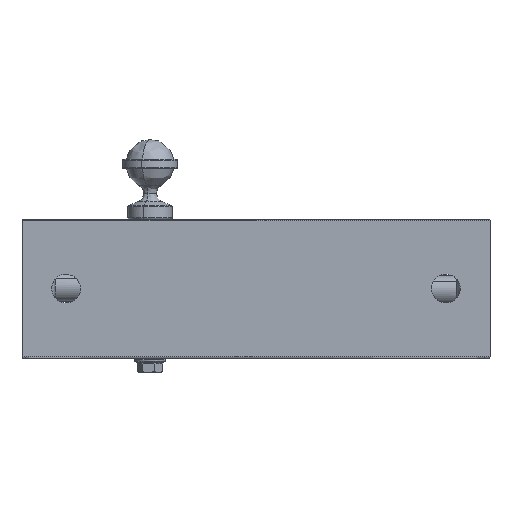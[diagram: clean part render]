
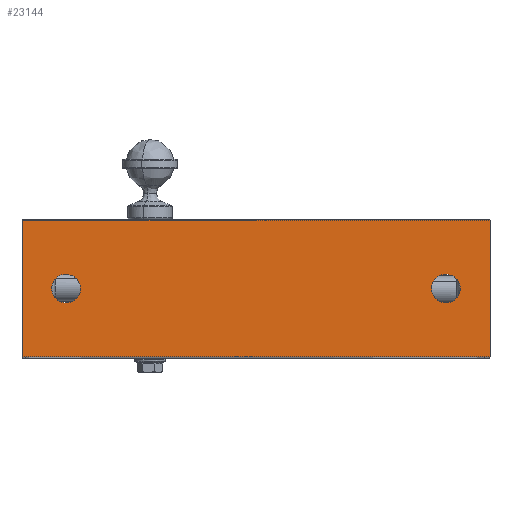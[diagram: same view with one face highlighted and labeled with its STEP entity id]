
A CAD part, front view. The second image highlights one B-rep face of the part: STEP entity #23144.
In plain terms, the highlighted free-form (B-spline) face has degree [1, 1] with [2, 2] control points.
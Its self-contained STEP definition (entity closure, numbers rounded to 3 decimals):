
#22125 = VERTEX_POINT('',#22126);
#22126 = CARTESIAN_POINT('',(97.335,-249.152,
    0.));
#22141 = VERTEX_POINT('',#22142);
#22142 = CARTESIAN_POINT('',(113.251,-249.152,
    0.));
#22147 = EDGE_CURVE('',#22141,#22125,#22148,.T.);
#22148 = ( BOUNDED_CURVE() B_SPLINE_CURVE(2,(#22149,#22150,#22151,#22152
,#22153),.UNSPECIFIED.,.F.,.F.) B_SPLINE_CURVE_WITH_KNOTS((3,2,3),(0.,
1.571,3.142),.PIECEWISE_BEZIER_KNOTS.) CURVE() 
GEOMETRIC_REPRESENTATION_ITEM() RATIONAL_B_SPLINE_CURVE((1.,
0.707,1.,0.707,1.)) REPRESENTATION_ITEM('') );
#22149 = CARTESIAN_POINT('',(113.251,-249.152,
    0.));
#22150 = CARTESIAN_POINT('',(113.251,-249.152,
    -7.958));
#22151 = CARTESIAN_POINT('',(105.293,-249.152,
    -7.958));
#22152 = CARTESIAN_POINT('',(97.335,-249.152,
    -7.958));
#22153 = CARTESIAN_POINT('',(97.335,-249.152,
    0.));
#22170 = VERTEX_POINT('',#22171);
#22171 = CARTESIAN_POINT('',(-113.251,-249.152,
    0.));
#22186 = VERTEX_POINT('',#22187);
#22187 = CARTESIAN_POINT('',(-97.335,-249.152,
    0.));
#22192 = EDGE_CURVE('',#22186,#22170,#22193,.T.);
#22193 = ( BOUNDED_CURVE() B_SPLINE_CURVE(2,(#22194,#22195,#22196,#22197
,#22198),.UNSPECIFIED.,.F.,.F.) B_SPLINE_CURVE_WITH_KNOTS((3,2,3),(
    3.142,4.712,6.283),
.PIECEWISE_BEZIER_KNOTS.) CURVE() GEOMETRIC_REPRESENTATION_ITEM() 
RATIONAL_B_SPLINE_CURVE((1.,0.707,1.,0.707,1.)) 
REPRESENTATION_ITEM('') );
#22194 = CARTESIAN_POINT('',(-97.335,-249.152,
    0.));
#22195 = CARTESIAN_POINT('',(-97.335,-249.152,
    -7.958));
#22196 = CARTESIAN_POINT('',(-105.293,-249.152,
    -7.958));
#22197 = CARTESIAN_POINT('',(-113.251,-249.152,
    -7.958));
#22198 = CARTESIAN_POINT('',(-113.251,-249.152,
    0.));
#23118 = VERTEX_POINT('',#23119);
#23119 = CARTESIAN_POINT('',(-129.779,-249.152,
    -37.954));
#23126 = EDGE_CURVE('',#23127,#23118,#23129,.T.);
#23127 = VERTEX_POINT('',#23128);
#23128 = CARTESIAN_POINT('',(-129.779,-249.152,
    37.954));
#23129 = B_SPLINE_CURVE_WITH_KNOTS('',1,(#23130,#23131),.UNSPECIFIED.,
  .F.,.F.,(2,2),(0.5,62.5),.PIECEWISE_BEZIER_KNOTS.);
#23130 = CARTESIAN_POINT('',(-129.779,-249.152,
    37.954));
#23131 = CARTESIAN_POINT('',(-129.779,-249.152,
    -37.954));
#23144 = ADVANCED_FACE('',(#23145,#23156,#23167),#23193,.F.);
#23145 = FACE_BOUND('',#23146,.T.);
#23146 = EDGE_LOOP('',(#23147,#23155));
#23147 = ORIENTED_EDGE('',*,*,#23148,.T.);
#23148 = EDGE_CURVE('',#22125,#22141,#23149,.T.);
#23149 = ( BOUNDED_CURVE() B_SPLINE_CURVE(2,(#23150,#23151,#23152,#23153
,#23154),.UNSPECIFIED.,.F.,.F.) B_SPLINE_CURVE_WITH_KNOTS((3,2,3),(
    3.142,4.712,6.283),
.PIECEWISE_BEZIER_KNOTS.) CURVE() GEOMETRIC_REPRESENTATION_ITEM() 
RATIONAL_B_SPLINE_CURVE((1.,0.707,1.,0.707,1.)) 
REPRESENTATION_ITEM('') );
#23150 = CARTESIAN_POINT('',(97.335,-249.152,
    0.));
#23151 = CARTESIAN_POINT('',(97.335,-249.152,
    7.958));
#23152 = CARTESIAN_POINT('',(105.293,-249.152,
    7.958));
#23153 = CARTESIAN_POINT('',(113.251,-249.152,
    7.958));
#23154 = CARTESIAN_POINT('',(113.251,-249.152,
    0.));
#23155 = ORIENTED_EDGE('',*,*,#22147,.T.);
#23156 = FACE_BOUND('',#23157,.T.);
#23157 = EDGE_LOOP('',(#23158,#23166));
#23158 = ORIENTED_EDGE('',*,*,#23159,.T.);
#23159 = EDGE_CURVE('',#22170,#22186,#23160,.T.);
#23160 = ( BOUNDED_CURVE() B_SPLINE_CURVE(2,(#23161,#23162,#23163,#23164
,#23165),.UNSPECIFIED.,.F.,.F.) B_SPLINE_CURVE_WITH_KNOTS((3,2,3),(0.,
1.571,3.142),.PIECEWISE_BEZIER_KNOTS.) CURVE() 
GEOMETRIC_REPRESENTATION_ITEM() RATIONAL_B_SPLINE_CURVE((1.,
0.707,1.,0.707,1.)) REPRESENTATION_ITEM('') );
#23161 = CARTESIAN_POINT('',(-113.251,-249.152,
    0.));
#23162 = CARTESIAN_POINT('',(-113.251,-249.152,
    7.958));
#23163 = CARTESIAN_POINT('',(-105.293,-249.152,
    7.958));
#23164 = CARTESIAN_POINT('',(-97.335,-249.152,
    7.958));
#23165 = CARTESIAN_POINT('',(-97.335,-249.152,
    0.));
#23166 = ORIENTED_EDGE('',*,*,#22192,.T.);
#23167 = FACE_BOUND('',#23168,.T.);
#23168 = EDGE_LOOP('',(#23169,#23170,#23179,#23186));
#23169 = ORIENTED_EDGE('',*,*,#23126,.T.);
#23170 = ORIENTED_EDGE('',*,*,#23171,.T.);
#23171 = EDGE_CURVE('',#23118,#23172,#23174,.T.);
#23172 = VERTEX_POINT('',#23173);
#23173 = CARTESIAN_POINT('',(129.779,-249.152,
    -37.954));
#23174 = B_SPLINE_CURVE_WITH_KNOTS('',3,(#23175,#23176,#23177,#23178),
  .UNSPECIFIED.,.F.,.F.,(4,4),(0.,1.),.PIECEWISE_BEZIER_KNOTS.);
#23175 = CARTESIAN_POINT('',(-129.779,-249.152,
    -37.954));
#23176 = CARTESIAN_POINT('',(-43.26,-249.152,
    -37.954));
#23177 = CARTESIAN_POINT('',(43.26,-249.152,
    -37.954));
#23178 = CARTESIAN_POINT('',(129.779,-249.152,
    -37.954));
#23179 = ORIENTED_EDGE('',*,*,#23180,.F.);
#23180 = EDGE_CURVE('',#23181,#23172,#23183,.T.);
#23181 = VERTEX_POINT('',#23182);
#23182 = CARTESIAN_POINT('',(129.779,-249.152,
    37.954));
#23183 = B_SPLINE_CURVE_WITH_KNOTS('',1,(#23184,#23185),.UNSPECIFIED.,
  .F.,.F.,(2,2),(0.5,62.5),.PIECEWISE_BEZIER_KNOTS.);
#23184 = CARTESIAN_POINT('',(129.779,-249.152,
    37.954));
#23185 = CARTESIAN_POINT('',(129.779,-249.152,
    -37.954));
#23186 = ORIENTED_EDGE('',*,*,#23187,.T.);
#23187 = EDGE_CURVE('',#23181,#23127,#23188,.T.);
#23188 = B_SPLINE_CURVE_WITH_KNOTS('',3,(#23189,#23190,#23191,#23192),
  .UNSPECIFIED.,.F.,.F.,(4,4),(0.,1.),.PIECEWISE_BEZIER_KNOTS.);
#23189 = CARTESIAN_POINT('',(129.779,-249.152,
    37.954));
#23190 = CARTESIAN_POINT('',(43.26,-249.152,
    37.954));
#23191 = CARTESIAN_POINT('',(-43.26,-249.152,
    37.954));
#23192 = CARTESIAN_POINT('',(-129.779,-249.152,
    37.954));
#23193 = B_SPLINE_SURFACE_WITH_KNOTS('',1,1,(
    (#23194,#23195)
    ,(#23196,#23197
    )),.UNSPECIFIED.,.F.,.F.,.F.,(2,2),(2,2),(-212.,0.),(-62.5,-0.5),
  .PIECEWISE_BEZIER_KNOTS.);
#23194 = CARTESIAN_POINT('',(129.779,-249.152,
    -37.954));
#23195 = CARTESIAN_POINT('',(129.779,-249.152,
    37.954));
#23196 = CARTESIAN_POINT('',(-129.779,-249.152,
    -37.954));
#23197 = CARTESIAN_POINT('',(-129.779,-249.152,
    37.954));
